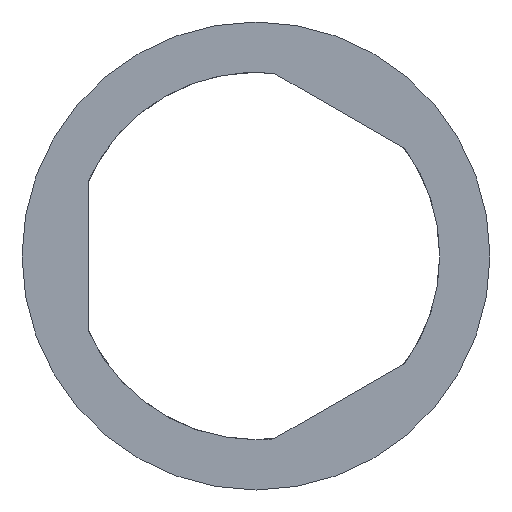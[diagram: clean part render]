
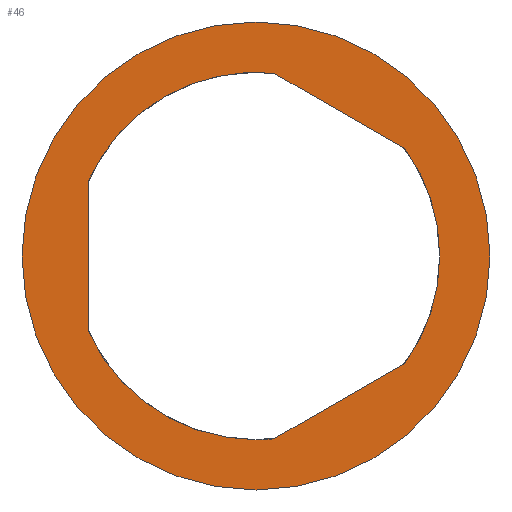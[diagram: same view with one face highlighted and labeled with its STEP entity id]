
A CAD part, front view. The second image highlights one B-rep face of the part: STEP entity #46.
In plain terms, the highlighted planar face has unit normal (0, -1, 0).
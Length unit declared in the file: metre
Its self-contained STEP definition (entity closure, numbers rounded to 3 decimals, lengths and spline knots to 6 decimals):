
#46 = ADVANCED_FACE( 'NONE', ( #91, #92 ), #93, .T. );
#91 = FACE_OUTER_BOUND( '', #132, .T. );
#92 = FACE_BOUND( '', #133, .T. );
#93 = PLANE( '', #134 );
#132 = EDGE_LOOP( '', ( #198 ) );
#133 = EDGE_LOOP( '', ( #199, #200, #201, #202, #203, #204 ) );
#134 = AXIS2_PLACEMENT_3D( '', #205, #206, #207 );
#198 = ORIENTED_EDGE( '', *, *, #237, .T. );
#199 = ORIENTED_EDGE( '', *, *, #240, .F. );
#200 = ORIENTED_EDGE( '', *, *, #235, .F. );
#201 = ORIENTED_EDGE( '', *, *, #247, .F. );
#202 = ORIENTED_EDGE( '', *, *, #254, .F. );
#203 = ORIENTED_EDGE( '', *, *, #243, .F. );
#204 = ORIENTED_EDGE( '', *, *, #251, .F. );
#205 = CARTESIAN_POINT( '', ( 0.0084, 0., 0. ) );
#206 = DIRECTION( '', ( 0., -1., 0. ) );
#207 = DIRECTION( '', ( 0., 0., -1. ) );
#235 = EDGE_CURVE( 'NONE', #270, #266, #272, .T. );
#237 = EDGE_CURVE( 'NONE', #274, #274, #275, .T. );
#240 = EDGE_CURVE( 'NONE', #266, #279, #280, .T. );
#243 = EDGE_CURVE( 'NONE', #282, #284, #285, .T. );
#247 = EDGE_CURVE( 'NONE', #290, #270, #292, .T. );
#251 = EDGE_CURVE( 'NONE', #279, #282, #297, .T. );
#254 = EDGE_CURVE( 'NONE', #284, #290, #300, .T. );
#266 = VERTEX_POINT( 'NONE', #323 );
#270 = VERTEX_POINT( 'NONE', #329 );
#272 = LINE( '', #332, #333 );
#274 = VERTEX_POINT( '', #335 );
#275 = CIRCLE( '', #336, 0.0107 );
#279 = VERTEX_POINT( 'NONE', #340 );
#280 = CIRCLE( '', #341, 0.0084 );
#282 = VERTEX_POINT( 'NONE', #344 );
#284 = VERTEX_POINT( 'NONE', #347 );
#285 = CIRCLE( '', #348, 0.0084 );
#290 = VERTEX_POINT( 'NONE', #364 );
#292 = CIRCLE( '', #367, 0.0084 );
#297 = LINE( '', #382, #383 );
#300 = LINE( '', #386, #387 );
#323 = CARTESIAN_POINT( '', ( -0.00765, 0., -0.00347 ) );
#329 = CARTESIAN_POINT( '', ( -0.00765, 0., 0.00347 ) );
#332 = CARTESIAN_POINT( '', ( -0.00765, 0., -0.00347 ) );
#333 = VECTOR( '', #397, 1. );
#335 = CARTESIAN_POINT( '', ( 0., 0., -0.0107 ) );
#336 = AXIS2_PLACEMENT_3D( '', #398, #399, #400 );
#340 = CARTESIAN_POINT( '', ( 0.00082, 0., -0.00836 ) );
#341 = AXIS2_PLACEMENT_3D( '', #404, #405, #406 );
#344 = CARTESIAN_POINT( '', ( 0.00683, 0., -0.00489 ) );
#347 = CARTESIAN_POINT( '', ( 0.00683, 0., 0.00489 ) );
#348 = AXIS2_PLACEMENT_3D( '', #409, #410, #411 );
#364 = CARTESIAN_POINT( '', ( 0.00082, 0., 0.00836 ) );
#367 = AXIS2_PLACEMENT_3D( '', #414, #415, #416 );
#382 = CARTESIAN_POINT( '', ( 0.00683, 0., -0.00489 ) );
#383 = VECTOR( '', #420, 1. );
#386 = CARTESIAN_POINT( '', ( 0.00082, 0., 0.00836 ) );
#387 = VECTOR( '', #421, 1. );
#397 = DIRECTION( '', ( 0., 0., -1. ) );
#398 = CARTESIAN_POINT( '', ( 0., 0., 0. ) );
#399 = DIRECTION( '', ( 0., -1., 0. ) );
#400 = DIRECTION( '', ( 0., 0., -1. ) );
#404 = CARTESIAN_POINT( '', ( 0., 0., 0. ) );
#405 = DIRECTION( '', ( 0., -1., 0. ) );
#406 = DIRECTION( '', ( 0., 0., -1. ) );
#409 = CARTESIAN_POINT( '', ( 0., 0., 0. ) );
#410 = DIRECTION( '', ( 0., -1., 0. ) );
#411 = DIRECTION( '', ( 0., 0., -1. ) );
#414 = CARTESIAN_POINT( '', ( 0., 0., 0. ) );
#415 = DIRECTION( '', ( 0., -1., 0. ) );
#416 = DIRECTION( '', ( 0., 0., -1. ) );
#420 = DIRECTION( '', ( 0.866, 0., 0.5 ) );
#421 = DIRECTION( '', ( -0.866, 0., 0.5 ) );
